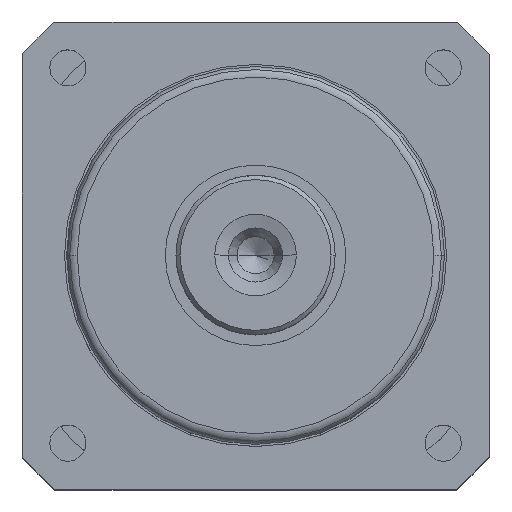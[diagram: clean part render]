
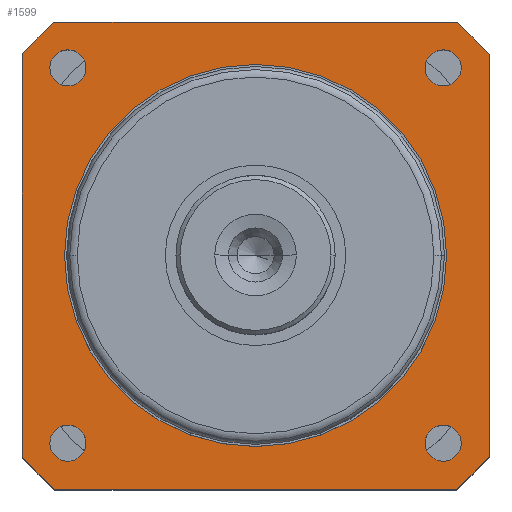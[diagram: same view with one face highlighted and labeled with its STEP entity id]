
A CAD part, top view. The second image highlights one B-rep face of the part: STEP entity #1599.
In plain terms, the highlighted planar face has unit normal (0, 0, 1).
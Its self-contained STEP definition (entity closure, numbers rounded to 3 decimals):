
#186=CARTESIAN_POINT('',(-88.388,88.388,25.));
#187=DIRECTION('',(0.,0.,-1.));
#188=DIRECTION('',(1.,0.,0.));
#189=AXIS2_PLACEMENT_3D('',#186,#187,#188);
#191=CARTESIAN_POINT('',(-88.388,88.388,25.));
#192=DIRECTION('',(0.,0.,-1.));
#193=DIRECTION('',(-1.,0.,0.));
#194=AXIS2_PLACEMENT_3D('',#191,#192,#193);
#196=CARTESIAN_POINT('',(-88.388,-88.388,25.));
#197=DIRECTION('',(0.,0.,-1.));
#198=DIRECTION('',(1.,0.,0.));
#199=AXIS2_PLACEMENT_3D('',#196,#197,#198);
#201=CARTESIAN_POINT('',(-88.388,-88.388,25.));
#202=DIRECTION('',(0.,0.,-1.));
#203=DIRECTION('',(-1.,0.,0.));
#204=AXIS2_PLACEMENT_3D('',#201,#202,#203);
#206=CARTESIAN_POINT('',(88.388,-88.388,25.));
#207=DIRECTION('',(0.,0.,-1.));
#208=DIRECTION('',(1.,0.,0.));
#209=AXIS2_PLACEMENT_3D('',#206,#207,#208);
#211=CARTESIAN_POINT('',(88.388,-88.388,25.));
#212=DIRECTION('',(0.,0.,-1.));
#213=DIRECTION('',(-1.,0.,0.));
#214=AXIS2_PLACEMENT_3D('',#211,#212,#213);
#216=CARTESIAN_POINT('',(88.388,88.388,25.));
#217=DIRECTION('',(0.,0.,-1.));
#218=DIRECTION('',(1.,0.,0.));
#219=AXIS2_PLACEMENT_3D('',#216,#217,#218);
#221=CARTESIAN_POINT('',(88.388,88.388,25.));
#222=DIRECTION('',(0.,0.,-1.));
#223=DIRECTION('',(-1.,0.,0.));
#224=AXIS2_PLACEMENT_3D('',#221,#222,#223);
#226=CARTESIAN_POINT('',(0.,0.,25.));
#227=DIRECTION('',(0.,0.,1.));
#228=DIRECTION('',(-0.759,-0.652,0.));
#229=AXIS2_PLACEMENT_3D('',#226,#227,#228);
#231=DIRECTION('',(0.,-1.,0.));
#232=VECTOR('',#231,188.944);
#233=CARTESIAN_POINT('',(-110.,94.472,25.));
#234=LINE('',#233,#232);
#235=CARTESIAN_POINT('',(0.,0.,25.));
#236=DIRECTION('',(0.,0.,1.));
#237=DIRECTION('',(-0.652,0.759,0.));
#238=AXIS2_PLACEMENT_3D('',#235,#236,#237);
#240=DIRECTION('',(-1.,0.,0.));
#241=VECTOR('',#240,188.944);
#242=CARTESIAN_POINT('',(94.472,110.,25.));
#243=LINE('',#242,#241);
#244=CARTESIAN_POINT('',(0.,0.,25.));
#245=DIRECTION('',(0.,0.,1.));
#246=DIRECTION('',(0.759,0.652,0.));
#247=AXIS2_PLACEMENT_3D('',#244,#245,#246);
#249=DIRECTION('',(0.,1.,0.));
#250=VECTOR('',#249,188.944);
#251=CARTESIAN_POINT('',(110.,-94.472,25.));
#252=LINE('',#251,#250);
#253=CARTESIAN_POINT('',(0.,0.,25.));
#254=DIRECTION('',(0.,0.,1.));
#255=DIRECTION('',(0.652,-0.759,0.));
#256=AXIS2_PLACEMENT_3D('',#253,#254,#255);
#258=DIRECTION('',(1.,0.,0.));
#259=VECTOR('',#258,188.944);
#260=CARTESIAN_POINT('',(-94.472,-110.,25.));
#261=LINE('',#260,#259);
#262=CARTESIAN_POINT('',(0.,0.,25.));
#263=DIRECTION('',(0.,0.,-1.));
#264=DIRECTION('',(1.,0.,0.));
#265=AXIS2_PLACEMENT_3D('',#262,#263,#264);
#267=CARTESIAN_POINT('',(0.,0.,25.));
#268=DIRECTION('',(0.,0.,-1.));
#269=DIRECTION('',(-1.,0.,0.));
#270=AXIS2_PLACEMENT_3D('',#267,#268,#269);
#1262=CARTESIAN_POINT('',(-110.,-94.472,25.));
#1263=CARTESIAN_POINT('',(-94.472,-110.,25.));
#1264=VERTEX_POINT('',#1262);
#1265=VERTEX_POINT('',#1263);
#1266=CARTESIAN_POINT('',(94.472,-110.,25.));
#1267=VERTEX_POINT('',#1266);
#1270=CARTESIAN_POINT('',(110.,-94.472,25.));
#1271=VERTEX_POINT('',#1270);
#1272=CARTESIAN_POINT('',(110.,94.472,25.));
#1273=VERTEX_POINT('',#1272);
#1274=CARTESIAN_POINT('',(94.472,110.,25.));
#1275=VERTEX_POINT('',#1274);
#1276=CARTESIAN_POINT('',(-94.472,110.,25.));
#1277=VERTEX_POINT('',#1276);
#1278=CARTESIAN_POINT('',(-110.,94.472,25.));
#1279=VERTEX_POINT('',#1278);
#1327=CARTESIAN_POINT('',(-79.888,88.388,25.));
#1329=VERTEX_POINT('',#1327);
#1331=CARTESIAN_POINT('',(-96.888,88.388,25.));
#1333=VERTEX_POINT('',#1331);
#1335=CARTESIAN_POINT('',(-79.888,-88.388,25.));
#1337=VERTEX_POINT('',#1335);
#1339=CARTESIAN_POINT('',(-96.888,-88.388,25.));
#1341=VERTEX_POINT('',#1339);
#1343=CARTESIAN_POINT('',(96.888,-88.388,25.));
#1345=VERTEX_POINT('',#1343);
#1347=CARTESIAN_POINT('',(79.888,-88.388,25.));
#1349=VERTEX_POINT('',#1347);
#1351=CARTESIAN_POINT('',(96.888,88.388,25.));
#1353=VERTEX_POINT('',#1351);
#1355=CARTESIAN_POINT('',(79.888,88.388,25.));
#1357=VERTEX_POINT('',#1355);
#1389=CARTESIAN_POINT('',(-90.,0.,25.));
#1391=VERTEX_POINT('',#1389);
#1393=CARTESIAN_POINT('',(90.,0.,25.));
#1395=VERTEX_POINT('',#1393);
#1547=CARTESIAN_POINT('',(0.,0.,25.));
#1548=DIRECTION('',(0.,0.,1.));
#1549=DIRECTION('',(1.,0.,0.));
#1550=AXIS2_PLACEMENT_3D('',#1547,#1548,#1549);
#1551=PLANE('',#1550);
#1553=ORIENTED_EDGE('',*,*,#1552,.F.);
#1555=ORIENTED_EDGE('',*,*,#1554,.F.);
#1557=ORIENTED_EDGE('',*,*,#1556,.F.);
#1559=ORIENTED_EDGE('',*,*,#1558,.F.);
#1561=ORIENTED_EDGE('',*,*,#1560,.F.);
#1563=ORIENTED_EDGE('',*,*,#1562,.F.);
#1565=ORIENTED_EDGE('',*,*,#1564,.F.);
#1567=ORIENTED_EDGE('',*,*,#1566,.F.);
#1568=EDGE_LOOP('',(#1553,#1555,#1557,#1559,#1561,#1563,#1565,#1567));
#1569=FACE_OUTER_BOUND('',#1568,.F.);
#1571=ORIENTED_EDGE('',*,*,#1570,.F.);
#1573=ORIENTED_EDGE('',*,*,#1572,.F.);
#1574=EDGE_LOOP('',(#1571,#1573));
#1575=FACE_BOUND('',#1574,.F.);
#1577=ORIENTED_EDGE('',*,*,#1576,.F.);
#1578=ORIENTED_EDGE('',*,*,#1537,.F.);
#1579=EDGE_LOOP('',(#1577,#1578));
#1580=FACE_BOUND('',#1579,.F.);
#1582=ORIENTED_EDGE('',*,*,#1581,.F.);
#1584=ORIENTED_EDGE('',*,*,#1583,.F.);
#1585=EDGE_LOOP('',(#1582,#1584));
#1586=FACE_BOUND('',#1585,.F.);
#1588=ORIENTED_EDGE('',*,*,#1587,.F.);
#1590=ORIENTED_EDGE('',*,*,#1589,.F.);
#1591=EDGE_LOOP('',(#1588,#1590));
#1592=FACE_BOUND('',#1591,.F.);
#1594=ORIENTED_EDGE('',*,*,#1593,.F.);
#1596=ORIENTED_EDGE('',*,*,#1595,.F.);
#1597=EDGE_LOOP('',(#1594,#1596));
#1598=FACE_BOUND('',#1597,.F.);
#1599=ADVANCED_FACE('',(#1569,#1575,#1580,#1586,#1592,#1598),#1551,.T.);
#190=CIRCLE('',#189,8.5);
#195=CIRCLE('',#194,8.5);
#200=CIRCLE('',#199,8.5);
#205=CIRCLE('',#204,8.5);
#210=CIRCLE('',#209,8.5);
#215=CIRCLE('',#214,8.5);
#220=CIRCLE('',#219,8.5);
#225=CIRCLE('',#224,8.5);
#230=CIRCLE('',#229,145.);
#239=CIRCLE('',#238,145.);
#248=CIRCLE('',#247,145.);
#257=CIRCLE('',#256,145.);
#266=CIRCLE('',#265,90.);
#271=CIRCLE('',#270,90.);
#1537=EDGE_CURVE('',#1349,#1345,#215,.T.);
#1552=EDGE_CURVE('',#1264,#1265,#230,.T.);
#1554=EDGE_CURVE('',#1279,#1264,#234,.T.);
#1556=EDGE_CURVE('',#1277,#1279,#239,.T.);
#1558=EDGE_CURVE('',#1275,#1277,#243,.T.);
#1560=EDGE_CURVE('',#1273,#1275,#248,.T.);
#1562=EDGE_CURVE('',#1271,#1273,#252,.T.);
#1564=EDGE_CURVE('',#1267,#1271,#257,.T.);
#1566=EDGE_CURVE('',#1265,#1267,#261,.T.);
#1570=EDGE_CURVE('',#1337,#1341,#200,.T.);
#1572=EDGE_CURVE('',#1341,#1337,#205,.T.);
#1576=EDGE_CURVE('',#1345,#1349,#210,.T.);
#1581=EDGE_CURVE('',#1353,#1357,#220,.T.);
#1583=EDGE_CURVE('',#1357,#1353,#225,.T.);
#1587=EDGE_CURVE('',#1329,#1333,#190,.T.);
#1589=EDGE_CURVE('',#1333,#1329,#195,.T.);
#1593=EDGE_CURVE('',#1395,#1391,#266,.T.);
#1595=EDGE_CURVE('',#1391,#1395,#271,.T.);
